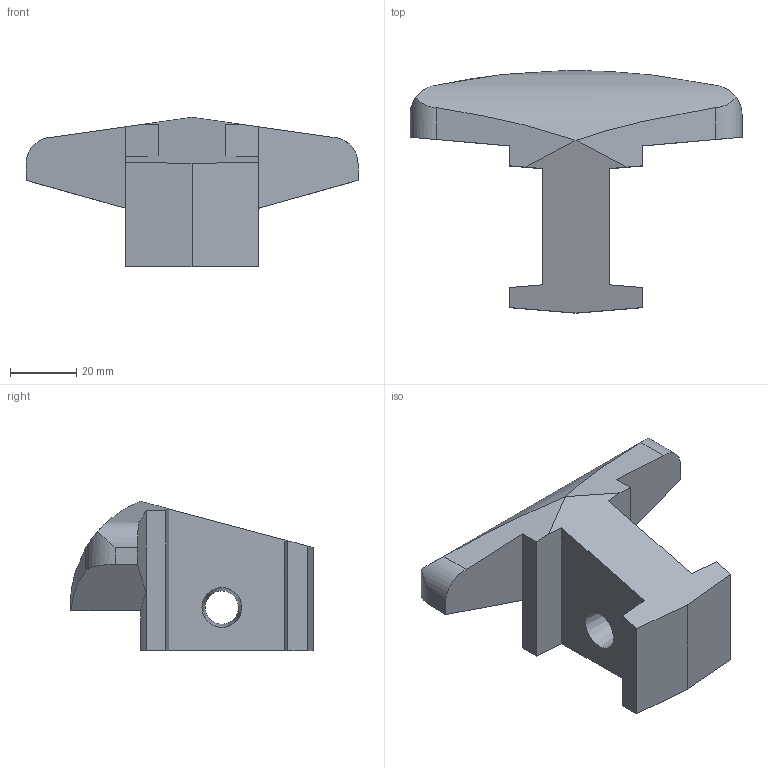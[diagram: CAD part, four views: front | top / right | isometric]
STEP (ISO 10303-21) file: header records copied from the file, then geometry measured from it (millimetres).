
FILE_DESCRIPTION(/* description */ (''),/* implementation_level */ '2;1');
FILE_NAME(/* name */ '1015.stp',/* time_stamp */ '2016-03-30T17:39:07+02:00',/* author */ ('Lionel'),/* organization */ (''),/* preprocessor_version */ 'ST-DEVELOPER v15.6',/* originating_system */ 'Autodesk Inventor 2015',/* authorisation */ '');
FILE_SCHEMA (('AUTOMOTIVE_DESIGN { 1 0 10303 214 3 1 1 }'));
Length unit declared in the file: millimetre
Products named in the file (1): 1015
Bounding box: 100 x 73 x 45 mm (x, y, z)
Volume: 83352.4 mm3; surface area: 16745.3 mm2
Topology: 1 solids, 1 shells, 32 faces, 86 edges, 56 vertices
Faces by surface type: plane 24, cylinder 6, cone 2
Entity records: 1061 total; most frequent: CARTESIAN_POINT 240, ORIENTED_EDGE 168, DIRECTION 155, EDGE_CURVE 84, LINE 65, VECTOR 65, VERTEX_POINT 56, AXIS2_PLACEMENT_3D 45
